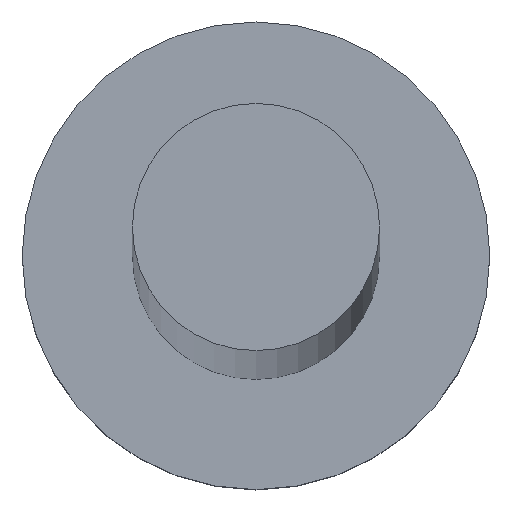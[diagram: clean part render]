
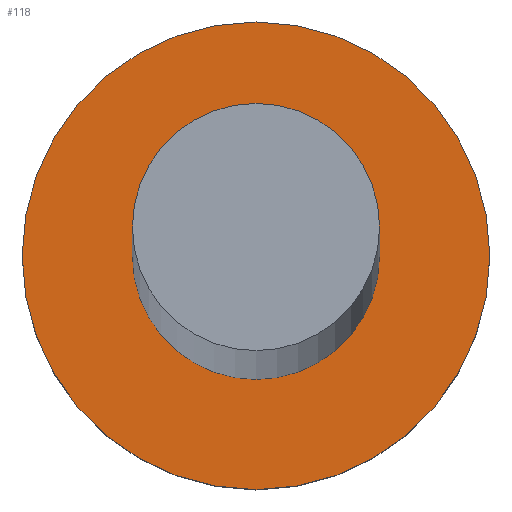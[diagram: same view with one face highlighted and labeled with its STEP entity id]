
A CAD part, top view. The second image highlights one B-rep face of the part: STEP entity #118.
In plain terms, the highlighted planar face has unit normal (0, 0, 1).
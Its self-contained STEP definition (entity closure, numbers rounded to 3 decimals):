
#2 = VERTEX_POINT ( 'NONE', #35 ) ;
#5 = DIRECTION ( 'NONE',  ( 0., 0., 1. ) ) ;
#6 = EDGE_CURVE ( 'NONE', #81, #2, #159, .T. ) ;
#11 = AXIS2_PLACEMENT_3D ( 'NONE', #247, #224, #186 ) ;
#13 = EDGE_CURVE ( 'NONE', #79, #199, #162, .T. ) ;
#33 = EDGE_CURVE ( 'NONE', #2, #81, #88, .T. ) ;
#35 = CARTESIAN_POINT ( 'NONE',  ( 1.85, 0., 3. ) ) ;
#37 = CARTESIAN_POINT ( 'NONE',  ( 0., 0., 3. ) ) ;
#45 = PLANE ( 'NONE',  #11 ) ;
#50 = AXIS2_PLACEMENT_3D ( 'NONE', #37, #142, #140 ) ;
#51 = CARTESIAN_POINT ( 'NONE',  ( -3.5, 0., 3. ) ) ;
#56 = EDGE_CURVE ( 'NONE', #199, #79, #117, .T. ) ;
#61 = DIRECTION ( 'NONE',  ( 0., 0., 1. ) ) ;
#79 = VERTEX_POINT ( 'NONE', #101 ) ;
#81 = VERTEX_POINT ( 'NONE', #157 ) ;
#83 = CARTESIAN_POINT ( 'NONE',  ( 0., 0., 3. ) ) ;
#85 = DIRECTION ( 'NONE',  ( 1., 0., 0. ) ) ;
#88 = CIRCLE ( 'NONE', #179, 1.85 ) ;
#101 = CARTESIAN_POINT ( 'NONE',  ( 3.5, 0., 3. ) ) ;
#108 = FACE_OUTER_BOUND ( 'NONE', #122, .T. ) ;
#117 = CIRCLE ( 'NONE', #125, 3.5 ) ;
#118 = ADVANCED_FACE ( 'NONE', ( #183, #108 ), #45, .T. ) ;
#122 = EDGE_LOOP ( 'NONE', ( #214, #202 ) ) ;
#125 = AXIS2_PLACEMENT_3D ( 'NONE', #244, #61, #218 ) ;
#140 = DIRECTION ( 'NONE',  ( 1., 0., 0. ) ) ;
#142 = DIRECTION ( 'NONE',  ( 0., 0., 1. ) ) ;
#155 = DIRECTION ( 'NONE',  ( 0., 0., 1. ) ) ;
#157 = CARTESIAN_POINT ( 'NONE',  ( -1.85, 0., 3. ) ) ;
#158 = DIRECTION ( 'NONE',  ( 1., 0., 0. ) ) ;
#159 = CIRCLE ( 'NONE', #50, 1.85 ) ;
#162 = CIRCLE ( 'NONE', #246, 3.5 ) ;
#175 = ORIENTED_EDGE ( 'NONE', *, *, #6, .F. ) ;
#179 = AXIS2_PLACEMENT_3D ( 'NONE', #83, #155, #158 ) ;
#180 = CARTESIAN_POINT ( 'NONE',  ( 0., 0., 3. ) ) ;
#183 = FACE_BOUND ( 'NONE', #219, .T. ) ;
#186 = DIRECTION ( 'NONE',  ( 1., 0., 0. ) ) ;
#197 = ORIENTED_EDGE ( 'NONE', *, *, #33, .F. ) ;
#199 = VERTEX_POINT ( 'NONE', #51 ) ;
#202 = ORIENTED_EDGE ( 'NONE', *, *, #13, .T. ) ;
#214 = ORIENTED_EDGE ( 'NONE', *, *, #56, .T. ) ;
#218 = DIRECTION ( 'NONE',  ( 1., 0., 0. ) ) ;
#219 = EDGE_LOOP ( 'NONE', ( #175, #197 ) ) ;
#224 = DIRECTION ( 'NONE',  ( 0., 0., 1. ) ) ;
#244 = CARTESIAN_POINT ( 'NONE',  ( 0., 0., 3. ) ) ;
#246 = AXIS2_PLACEMENT_3D ( 'NONE', #180, #5, #85 ) ;
#247 = CARTESIAN_POINT ( 'NONE',  ( 0., 0., 3. ) ) ;
